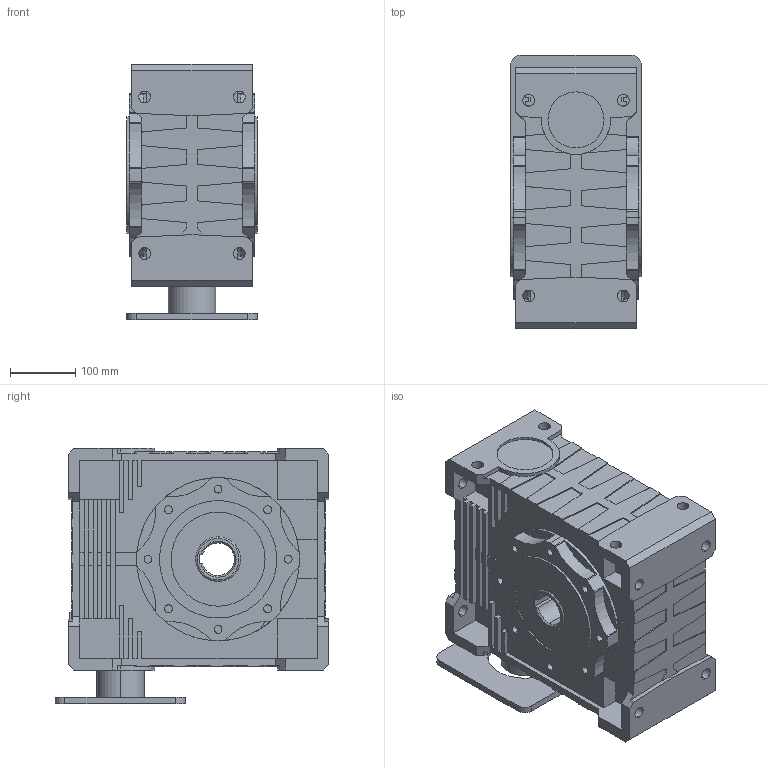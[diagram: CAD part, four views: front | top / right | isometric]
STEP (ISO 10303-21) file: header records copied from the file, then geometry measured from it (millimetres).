
FILE_DESCRIPTION (( 'STEP AP214' ), '1' );
FILE_NAME ('STP_4.5KW伺服_42_无_不配附件_空心轴.step', '2020-07-08T06:19:28', ( 'IT Division' ), ( 'IT' ), 'SwSTEP 2.0', 'SolidWorks 2016', '' );
FILE_SCHEMA (( 'AUTOMOTIVE_DESIGN' ));
Length unit declared in the file: millimetre
Products named in the file (1): STP_4.5KW伺服_42_无_不配附件_空心轴
Bounding box: 200 x 420 x 391.4 mm (x, y, z)
Volume: 20547622.3 mm3; surface area: 920721.8 mm2
Topology: 3 solids, 3 shells, 652 faces, 1807 edges, 1192 vertices
Faces by surface type: plane 426, cylinder 195, cone 27, torus 4
Entity records: 22280 total; most frequent: CARTESIAN_POINT 3780, ORIENTED_EDGE 3614, DIRECTION 3570, EDGE_CURVE 1807, LINE 1310, VECTOR 1310, VERTEX_POINT 1192, AXIS2_PLACEMENT_3D 1130
